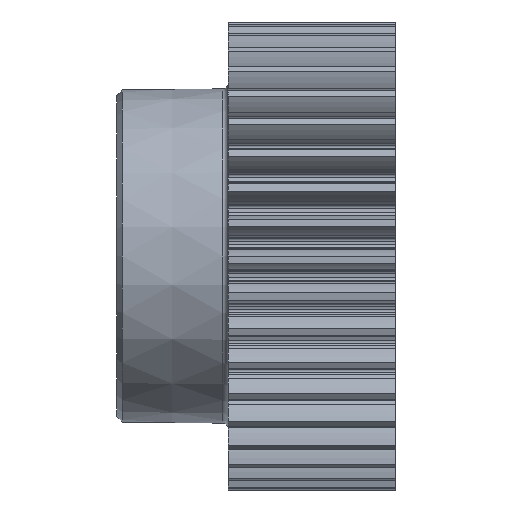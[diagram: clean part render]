
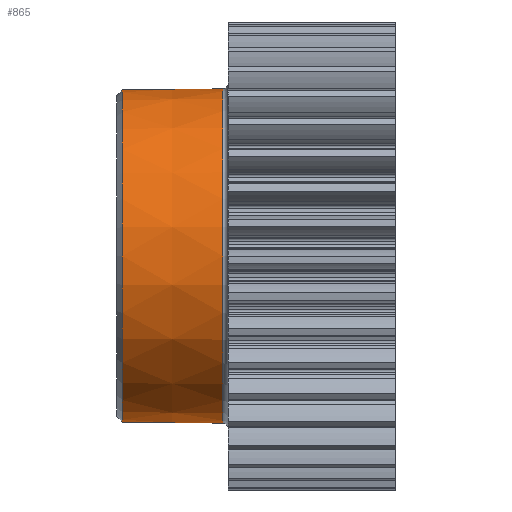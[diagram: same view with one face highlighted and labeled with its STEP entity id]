
A CAD part, left-side view. The second image highlights one B-rep face of the part: STEP entity #865.
In plain terms, the highlighted conical face has half-angle 0.5 degrees and reference radius 14.913 mm.
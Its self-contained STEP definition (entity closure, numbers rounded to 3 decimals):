
#865 = ADVANCED_FACE( '', ( #1918, #1919 ), #1920, .T. );
#1918 = FACE_OUTER_BOUND( '', #3153, .T. );
#1919 = FACE_BOUND( '', #3154, .T. );
#1920 = CONICAL_SURFACE( '', #3155, 14.913, 0.009 );
#3153 = EDGE_LOOP( '', ( #6250 ) );
#3154 = EDGE_LOOP( '', ( #6251 ) );
#3155 = AXIS2_PLACEMENT_3D( '', #6252, #6253, #6254 );
#6250 = ORIENTED_EDGE( '', *, *, #8107, .F. );
#6251 = ORIENTED_EDGE( '', *, *, #8886, .T. );
#6252 = CARTESIAN_POINT( '', ( 0., 25., 0. ) );
#6253 = DIRECTION( '', ( 0., -1., 0. ) );
#6254 = DIRECTION( '', ( 0., 0., -1. ) );
#8107 = EDGE_CURVE( '', #9969, #9969, #9970, .T. );
#8886 = EDGE_CURVE( '', #11302, #11302, #11303, .T. );
#9969 = VERTEX_POINT( '', #12518 );
#9970 = CIRCLE( '', #12519, 14.996 );
#11302 = VERTEX_POINT( '', #13996 );
#11303 = CIRCLE( '', #13997, 14.917 );
#12518 = CARTESIAN_POINT( '', ( 0., 15.496, -14.996 ) );
#12519 = AXIS2_PLACEMENT_3D( '', #15243, #15244, #15245 );
#13996 = CARTESIAN_POINT( '', ( 0., 24.5, -14.917 ) );
#13997 = AXIS2_PLACEMENT_3D( '', #17140, #17141, #17142 );
#15243 = CARTESIAN_POINT( '', ( 0., 15.496, 0. ) );
#15244 = DIRECTION( '', ( 0., -1., 0. ) );
#15245 = DIRECTION( '', ( 0., 0., -1. ) );
#17140 = CARTESIAN_POINT( '', ( 0., 24.5, 0. ) );
#17141 = DIRECTION( '', ( 0., -1., 0. ) );
#17142 = DIRECTION( '', ( 0., 0., -1. ) );
